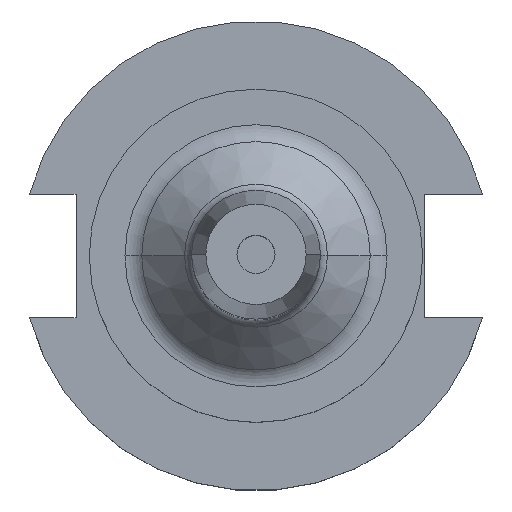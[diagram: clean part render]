
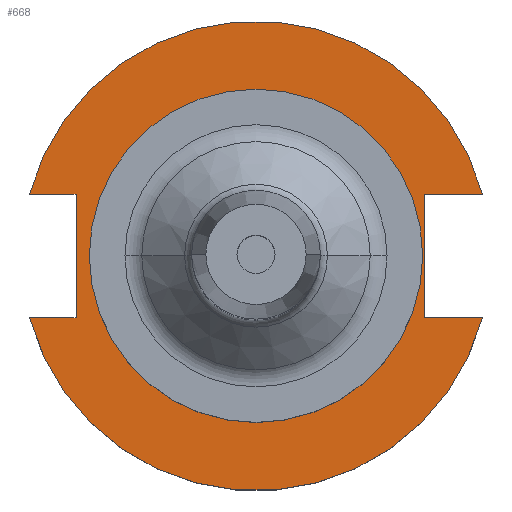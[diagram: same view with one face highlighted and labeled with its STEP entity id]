
A CAD part, top view. The second image highlights one B-rep face of the part: STEP entity #668.
In plain terms, the highlighted planar face has unit normal (0, 0, 1).
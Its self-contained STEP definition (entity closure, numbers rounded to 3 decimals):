
#4 = CARTESIAN_POINT ( 'NONE',  ( 0., 0., 19.05 ) ) ;
#9 = EDGE_CURVE ( 'NONE', #1112, #894, #1014, .T. ) ;
#11 = ORIENTED_EDGE ( 'NONE', *, *, #1008, .F. ) ;
#32 = DIRECTION ( 'NONE',  ( 0., 0., 1. ) ) ;
#50 = DIRECTION ( 'NONE',  ( 0., 0., 1. ) ) ;
#69 = ORIENTED_EDGE ( 'NONE', *, *, #859, .F. ) ;
#76 = CARTESIAN_POINT ( 'NONE',  ( 0., 49.212, 19.05 ) ) ;
#100 = VECTOR ( 'NONE', #1770, 1000. ) ;
#191 = CARTESIAN_POINT ( 'NONE',  ( 0., 0., 19.05 ) ) ;
#257 = LINE ( 'NONE', #799, #1771 ) ;
#280 = DIRECTION ( 'NONE',  ( 0., 0., 1. ) ) ;
#302 = DIRECTION ( 'NONE',  ( 0., 1., 0. ) ) ;
#337 = DIRECTION ( 'NONE',  ( 1., 0., 0. ) ) ;
#339 = PLANE ( 'NONE',  #1172 ) ;
#351 = VERTEX_POINT ( 'NONE', #1260 ) ;
#371 = CARTESIAN_POINT ( 'NONE',  ( 35.306, -12.954, 19.05 ) ) ;
#373 = ORIENTED_EDGE ( 'NONE', *, *, #1784, .F. ) ;
#376 = AXIS2_PLACEMENT_3D ( 'NONE', #1058, #32, #595 ) ;
#385 = FACE_BOUND ( 'NONE', #415, .T. ) ;
#386 = EDGE_LOOP ( 'NONE', ( #1305, #373, #1680, #653, #965, #69, #1347, #1282 ) ) ;
#389 = CARTESIAN_POINT ( 'NONE',  ( 47.477, -12.954, 19.05 ) ) ;
#411 = CARTESIAN_POINT ( 'NONE',  ( -47.477, -12.954, 19.05 ) ) ;
#413 = LINE ( 'NONE', #371, #1524 ) ;
#415 = EDGE_LOOP ( 'NONE', ( #11, #1505 ) ) ;
#447 = DIRECTION ( 'NONE',  ( 0., 0., 1. ) ) ;
#455 = AXIS2_PLACEMENT_3D ( 'NONE', #479, #468, #463 ) ;
#460 = CARTESIAN_POINT ( 'NONE',  ( -37.719, 12.954, 19.05 ) ) ;
#463 = DIRECTION ( 'NONE',  ( 1., 0., 0. ) ) ;
#468 = DIRECTION ( 'NONE',  ( 0., 0., 1. ) ) ;
#479 = CARTESIAN_POINT ( 'NONE',  ( 0., 0., 19.05 ) ) ;
#488 = VERTEX_POINT ( 'NONE', #1372 ) ;
#504 = CIRCLE ( 'NONE', #930, 34.925 ) ;
#588 = CIRCLE ( 'NONE', #1236, 34.925 ) ;
#595 = DIRECTION ( 'NONE',  ( 1., 0., 0. ) ) ;
#607 = VECTOR ( 'NONE', #1769, 1000. ) ;
#614 = CARTESIAN_POINT ( 'NONE',  ( 35.306, -12.954, 19.05 ) ) ;
#618 = CARTESIAN_POINT ( 'NONE',  ( -63.719, 12.954, 19.05 ) ) ;
#624 = DIRECTION ( 'NONE',  ( 1., 0., 0. ) ) ;
#627 = DIRECTION ( 'NONE',  ( 1., 0., 0. ) ) ;
#653 = ORIENTED_EDGE ( 'NONE', *, *, #1124, .F. ) ;
#668 = ADVANCED_FACE ( 'NONE', ( #385, #795 ), #339, .T. ) ;
#743 = EDGE_CURVE ( 'NONE', #488, #1688, #822, .T. ) ;
#765 = DIRECTION ( 'NONE',  ( -1., 0., 0. ) ) ;
#782 = LINE ( 'NONE', #1273, #1846 ) ;
#795 = FACE_OUTER_BOUND ( 'NONE', #386, .T. ) ;
#799 = CARTESIAN_POINT ( 'NONE',  ( -37.719, 12.954, 19.05 ) ) ;
#822 = CIRCLE ( 'NONE', #455, 49.212 ) ;
#844 = LINE ( 'NONE', #1791, #100 ) ;
#859 = EDGE_CURVE ( 'NONE', #1408, #1688, #1618, .T. ) ;
#887 = VECTOR ( 'NONE', #765, 1000. ) ;
#894 = VERTEX_POINT ( 'NONE', #614 ) ;
#923 = VERTEX_POINT ( 'NONE', #927 ) ;
#927 = CARTESIAN_POINT ( 'NONE',  ( 34.925, 0., 19.05 ) ) ;
#930 = AXIS2_PLACEMENT_3D ( 'NONE', #4, #50, #337 ) ;
#959 = EDGE_CURVE ( 'NONE', #351, #1408, #257, .T. ) ;
#965 = ORIENTED_EDGE ( 'NONE', *, *, #743, .T. ) ;
#970 = VERTEX_POINT ( 'NONE', #411 ) ;
#993 = DIRECTION ( 'NONE',  ( 1., 0., 0. ) ) ;
#1008 = EDGE_CURVE ( 'NONE', #923, #1068, #588, .T. ) ;
#1014 = LINE ( 'NONE', #1513, #607 ) ;
#1058 = CARTESIAN_POINT ( 'NONE',  ( 0., 0., 19.05 ) ) ;
#1068 = VERTEX_POINT ( 'NONE', #1634 ) ;
#1112 = VERTEX_POINT ( 'NONE', #1238 ) ;
#1124 = EDGE_CURVE ( 'NONE', #488, #1112, #844, .T. ) ;
#1172 = AXIS2_PLACEMENT_3D ( 'NONE', #76, #447, #627 ) ;
#1236 = AXIS2_PLACEMENT_3D ( 'NONE', #191, #280, #624 ) ;
#1238 = CARTESIAN_POINT ( 'NONE',  ( 35.306, 12.954, 19.05 ) ) ;
#1260 = CARTESIAN_POINT ( 'NONE',  ( -37.719, -12.954, 19.05 ) ) ;
#1273 = CARTESIAN_POINT ( 'NONE',  ( -63.719, -12.954, 19.05 ) ) ;
#1282 = ORIENTED_EDGE ( 'NONE', *, *, #1820, .F. ) ;
#1305 = ORIENTED_EDGE ( 'NONE', *, *, #1690, .T. ) ;
#1332 = CIRCLE ( 'NONE', #376, 49.212 ) ;
#1347 = ORIENTED_EDGE ( 'NONE', *, *, #959, .F. ) ;
#1372 = CARTESIAN_POINT ( 'NONE',  ( 47.477, 12.954, 19.05 ) ) ;
#1383 = DIRECTION ( 'NONE',  ( 1., 0., 0. ) ) ;
#1406 = EDGE_CURVE ( 'NONE', #1068, #923, #504, .T. ) ;
#1408 = VERTEX_POINT ( 'NONE', #460 ) ;
#1432 = CARTESIAN_POINT ( 'NONE',  ( -47.477, 12.954, 19.05 ) ) ;
#1505 = ORIENTED_EDGE ( 'NONE', *, *, #1406, .F. ) ;
#1513 = CARTESIAN_POINT ( 'NONE',  ( 35.306, 12.954, 19.05 ) ) ;
#1524 = VECTOR ( 'NONE', #1383, 1000. ) ;
#1618 = LINE ( 'NONE', #618, #887 ) ;
#1634 = CARTESIAN_POINT ( 'NONE',  ( -34.925, 0., 19.05 ) ) ;
#1680 = ORIENTED_EDGE ( 'NONE', *, *, #9, .F. ) ;
#1688 = VERTEX_POINT ( 'NONE', #1432 ) ;
#1690 = EDGE_CURVE ( 'NONE', #970, #1776, #1332, .T. ) ;
#1769 = DIRECTION ( 'NONE',  ( 0., -1., 0. ) ) ;
#1770 = DIRECTION ( 'NONE',  ( -1., 0., 0. ) ) ;
#1771 = VECTOR ( 'NONE', #302, 1000. ) ;
#1776 = VERTEX_POINT ( 'NONE', #389 ) ;
#1784 = EDGE_CURVE ( 'NONE', #894, #1776, #413, .T. ) ;
#1791 = CARTESIAN_POINT ( 'NONE',  ( 35.306, 12.954, 19.05 ) ) ;
#1820 = EDGE_CURVE ( 'NONE', #970, #351, #782, .T. ) ;
#1846 = VECTOR ( 'NONE', #993, 1000. ) ;
